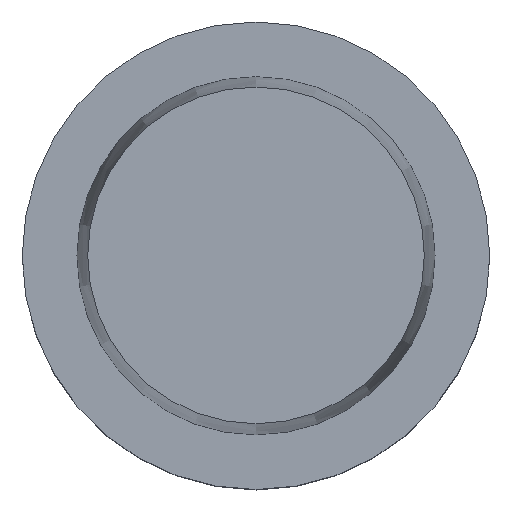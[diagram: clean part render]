
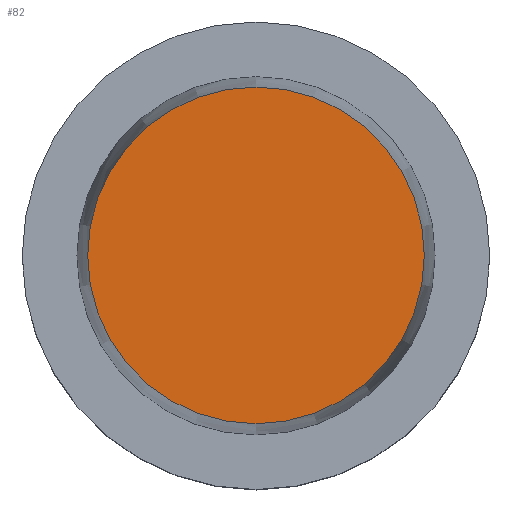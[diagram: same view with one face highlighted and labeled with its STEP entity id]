
A CAD part, top view. The second image highlights one B-rep face of the part: STEP entity #82.
In plain terms, the highlighted planar face has unit normal (0, 0, 1).
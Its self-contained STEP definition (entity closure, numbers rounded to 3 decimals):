
#82=ADVANCED_FACE('',(#116),#117,.T.);
#116=FACE_OUTER_BOUND('',#174,.T.);
#117=PLANE('',#175);
#174=EDGE_LOOP('',(#246));
#175=AXIS2_PLACEMENT_3D('',#247,#248,#249);
#246=ORIENTED_EDGE('',*,*,#317,.F.);
#247=CARTESIAN_POINT('',(0.,9.,25.0));
#248=DIRECTION('',(0.,0.,1.0));
#249=DIRECTION('',(0.,-1.0,0.));
#317=EDGE_CURVE('',#343,#343,#344,.T.);
#343=VERTEX_POINT('',#381);
#344=CIRCLE('',#382,18.);
#381=CARTESIAN_POINT('',(0.,18.,25.0));
#382=AXIS2_PLACEMENT_3D('',#426,#427,#428);
#426=CARTESIAN_POINT('',(0.,0.,25.0));
#427=DIRECTION('',(0.,0.,-1.0));
#428=DIRECTION('',(0.,1.0,0.));
